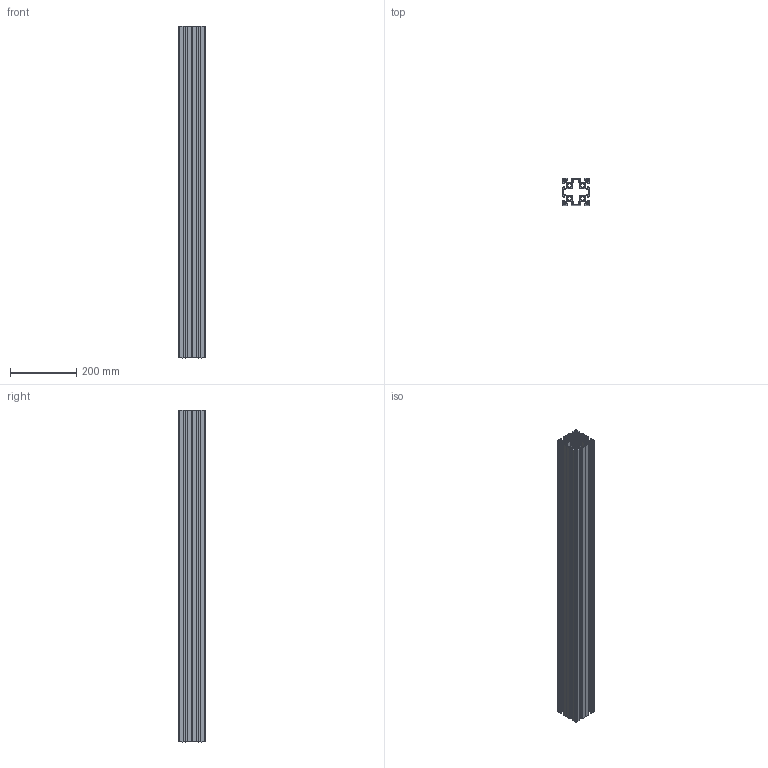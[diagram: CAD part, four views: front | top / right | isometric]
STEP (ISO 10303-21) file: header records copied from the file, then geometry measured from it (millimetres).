
FILE_DESCRIPTION (( 'STEP AP214' ), '1' );
FILE_NAME ('488X Êîíñòðóêöèîííûé ïðîôèëü 80õ80.STEP', '2019-11-01T08:45:30', ( 'Windows User' ), ( '' ), 'SwSTEP 2.0', 'SolidWorks 2019', '' );
FILE_SCHEMA (( 'AUTOMOTIVE_DESIGN' ));
Length unit declared in the file: millimetre
Products named in the file (1): 488X Êîíñòðóêöèîííûé ïðîôèëü 80õ80
Bounding box: 80 x 80 x 1000 mm (x, y, z)
Volume: 1546837.9 mm3; surface area: 1315868.4 mm2
Topology: 1 solids, 1 shells, 806 faces, 2412 edges, 1608 vertices
Faces by surface type: plane 426, cylinder 380
Entity records: 27386 total; most frequent: CARTESIAN_POINT 4827, ORIENTED_EDGE 4824, DIRECTION 4786, EDGE_CURVE 2412, VECTOR 1652, LINE 1652, VERTEX_POINT 1608, AXIS2_PLACEMENT_3D 1567
